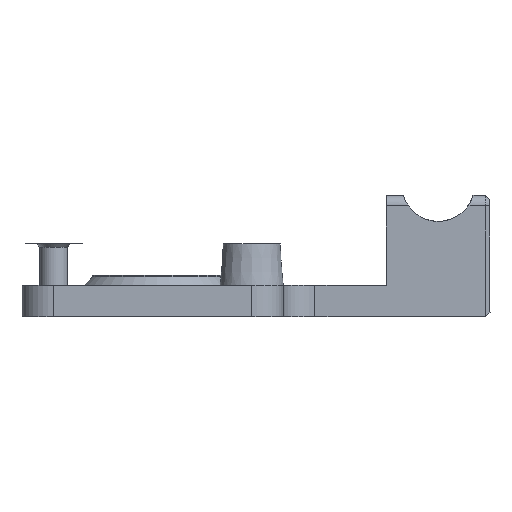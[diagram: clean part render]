
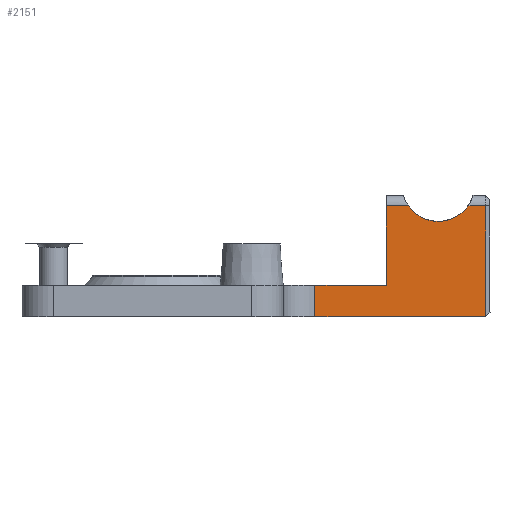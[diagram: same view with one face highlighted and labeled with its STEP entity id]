
A CAD part, left-side view. The second image highlights one B-rep face of the part: STEP entity #2151.
In plain terms, the highlighted planar face has unit normal (-1, 0, 0).
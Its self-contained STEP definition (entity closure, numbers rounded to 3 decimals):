
#126=PLANE('',#2324);
#205=FACE_OUTER_BOUND('',#334,.T.);
#334=EDGE_LOOP('',(#1708,#1709,#1710,#1711,#1712,#1713,#1714,#1715));
#426=LINE('',#3097,#591);
#445=LINE('',#3271,#610);
#493=LINE('',#3746,#658);
#495=LINE('',#3750,#660);
#496=LINE('',#3752,#661);
#497=LINE('',#3756,#662);
#498=LINE('',#3757,#663);
#591=VECTOR('',#2483,10.);
#610=VECTOR('',#2562,10.);
#658=VECTOR('',#2714,10.);
#660=VECTOR('',#2718,10.);
#661=VECTOR('',#2719,10.);
#662=VECTOR('',#2722,10.);
#663=VECTOR('',#2723,1.);
#798=CIRCLE('',#2325,3.5);
#873=VERTEX_POINT('',#3094);
#874=VERTEX_POINT('',#3096);
#924=VERTEX_POINT('',#3268);
#925=VERTEX_POINT('',#3270);
#977=VERTEX_POINT('',#3749);
#978=VERTEX_POINT('',#3751);
#979=VERTEX_POINT('',#3753);
#980=VERTEX_POINT('',#3755);
#1091=EDGE_CURVE('',#873,#874,#426,.T.);
#1147=EDGE_CURVE('',#924,#925,#445,.T.);
#1242=EDGE_CURVE('',#874,#924,#493,.T.);
#1244=EDGE_CURVE('',#977,#873,#495,.T.);
#1245=EDGE_CURVE('',#978,#977,#496,.T.);
#1246=EDGE_CURVE('',#979,#978,#798,.T.);
#1247=EDGE_CURVE('',#980,#979,#497,.T.);
#1248=EDGE_CURVE('',#980,#925,#498,.T.);
#1708=ORIENTED_EDGE('',*,*,#1242,.F.);
#1709=ORIENTED_EDGE('',*,*,#1091,.F.);
#1710=ORIENTED_EDGE('',*,*,#1244,.F.);
#1711=ORIENTED_EDGE('',*,*,#1245,.F.);
#1712=ORIENTED_EDGE('',*,*,#1246,.F.);
#1713=ORIENTED_EDGE('',*,*,#1247,.F.);
#1714=ORIENTED_EDGE('',*,*,#1248,.T.);
#1715=ORIENTED_EDGE('',*,*,#1147,.F.);
#2151=ADVANCED_FACE('',(#205),#126,.T.);
#2324=AXIS2_PLACEMENT_3D('',#3748,#2716,#2717);
#2325=AXIS2_PLACEMENT_3D('',#3754,#2720,#2721);
#2483=DIRECTION('',(0.,1.,0.));
#2562=DIRECTION('',(0.,-1.,0.));
#2714=DIRECTION('',(0.,0.,1.));
#2716=DIRECTION('center_axis',(-1.,0.,0.));
#2717=DIRECTION('ref_axis',(0.,1.,0.));
#2718=DIRECTION('',(0.,0.,-1.));
#2719=DIRECTION('',(0.,-1.,0.));
#2720=DIRECTION('center_axis',(-1.,0.,0.));
#2721=DIRECTION('ref_axis',(0.,0.,
1.));
#2722=DIRECTION('',(0.,-1.,0.));
#2723=DIRECTION('',(0.,0.,-1.));
#3094=CARTESIAN_POINT('',(105.787,-44.873,115.65));
#3096=CARTESIAN_POINT('',(105.787,-28.387,115.65));
#3097=CARTESIAN_POINT('',(105.787,-8.712,115.65));
#3268=CARTESIAN_POINT('',(105.787,-28.387,118.65));
#3270=CARTESIAN_POINT('',(105.787,-35.273,118.65));
#3271=CARTESIAN_POINT('',(105.787,-3.187,118.65));
#3746=CARTESIAN_POINT('',(105.787,-28.387,118.65));
#3748=CARTESIAN_POINT('Origin',(105.787,-22.287,118.65));
#3749=CARTESIAN_POINT('',(105.787,-44.873,126.324));
#3750=CARTESIAN_POINT('',(105.787,-44.873,119.405));
#3751=CARTESIAN_POINT('',(105.787,-43.146,126.324));
#3752=CARTESIAN_POINT('',(105.787,-40.273,126.324));
#3753=CARTESIAN_POINT('',(105.787,-37.401,126.324));
#3754=CARTESIAN_POINT('Origin',(105.787,-40.273,128.324));
#3755=CARTESIAN_POINT('',(105.787,-35.273,126.324));
#3756=CARTESIAN_POINT('',(105.787,-40.273,126.324));
#3757=CARTESIAN_POINT('',(105.787,-35.273,126.324));
